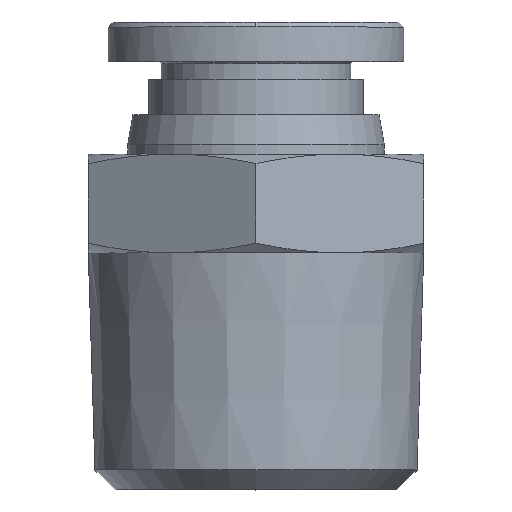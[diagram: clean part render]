
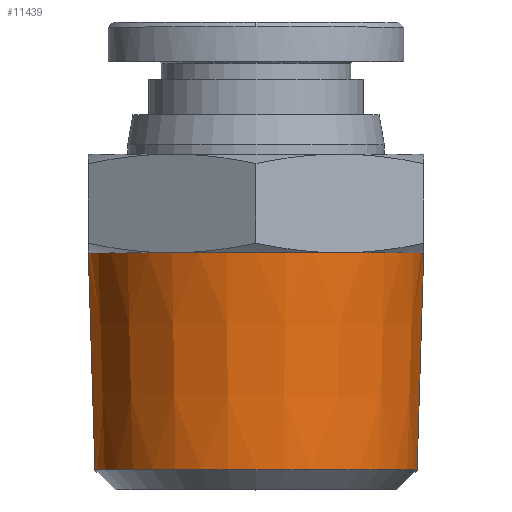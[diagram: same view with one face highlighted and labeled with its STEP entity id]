
A CAD part, top view. The second image highlights one B-rep face of the part: STEP entity #11439.
In plain terms, the highlighted conical face has half-angle 1.754 degrees and reference radius 8.5 mm.
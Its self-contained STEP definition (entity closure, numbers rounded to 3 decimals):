
#47 = EDGE_CURVE ( 'NONE', #1300, #10478, #17745, .T. ) ;
#765 = FACE_OUTER_BOUND ( 'NONE', #14335, .T. ) ;
#906 = AXIS2_PLACEMENT_3D ( 'NONE', #15007, #5034, #14946 ) ;
#1267 = CARTESIAN_POINT ( 'NONE',  ( 3.069, -0.725, 5.771 ) ) ;
#1300 = VERTEX_POINT ( 'NONE', #1267 ) ;
#1496 = CARTESIAN_POINT ( 'NONE',  ( 19.395, -0.725, 5.771 ) ) ;
#2079 = CARTESIAN_POINT ( 'NONE',  ( 6.982, 10.275, 13.132 ) ) ;
#2562 = DIRECTION ( 'NONE',  ( 0.031, 1., 0. ) ) ;
#2838 = ORIENTED_EDGE ( 'NONE', *, *, #9108, .T. ) ;
#3767 = CARTESIAN_POINT ( 'NONE',  ( 11.232, 10.275, 5.771 ) ) ;
#4004 = DIRECTION ( 'NONE',  ( 0., -1., 0. ) ) ;
#4114 = CARTESIAN_POINT ( 'NONE',  ( 15.482, 10.275, 13.132 ) ) ;
#4173 = DIRECTION ( 'NONE',  ( 1., 0., 0. ) ) ;
#4191 = CARTESIAN_POINT ( 'NONE',  ( 19.732, 10.275, 5.771 ) ) ;
#4916 = ORIENTED_EDGE ( 'NONE', *, *, #14647, .T. ) ;
#5034 = DIRECTION ( 'NONE',  ( 0., 1., 0. ) ) ;
#5339 = EDGE_CURVE ( 'NONE', #16553, #16425, #14337, .T. ) ;
#5791 = CARTESIAN_POINT ( 'NONE',  ( 11.232, 10.275, 5.771 ) ) ;
#6759 = LINE ( 'NONE', #9588, #10741 ) ;
#6971 = CIRCLE ( 'NONE', #9292, 8.5 ) ;
#7813 = VECTOR ( 'NONE', #8144, 1000. ) ;
#7845 = VERTEX_POINT ( 'NONE', #2079 ) ;
#8144 = DIRECTION ( 'NONE',  ( -0.031, 1., 0. ) ) ;
#8265 = DIRECTION ( 'NONE',  ( 0., 0., 1. ) ) ;
#9108 = EDGE_CURVE ( 'NONE', #16425, #7845, #6971, .T. ) ;
#9215 = EDGE_CURVE ( 'NONE', #7845, #10478, #12492, .T. ) ;
#9292 = AXIS2_PLACEMENT_3D ( 'NONE', #3767, #17849, #9627 ) ;
#9397 = AXIS2_PLACEMENT_3D ( 'NONE', #12541, #4004, #8265 ) ;
#9499 = AXIS2_PLACEMENT_3D ( 'NONE', #5791, #15698, #12995 ) ;
#9588 = CARTESIAN_POINT ( 'NONE',  ( 19.732, 10.275, 5.771 ) ) ;
#9627 = DIRECTION ( 'NONE',  ( 0., 0., 1. ) ) ;
#9981 = DIRECTION ( 'NONE',  ( 0., 1., 0. ) ) ;
#10032 = CARTESIAN_POINT ( 'NONE',  ( 11.232, 10.275, 5.771 ) ) ;
#10189 = AXIS2_PLACEMENT_3D ( 'NONE', #10032, #9981, #4173 ) ;
#10478 = VERTEX_POINT ( 'NONE', #17771 ) ;
#10594 = CIRCLE ( 'NONE', #906, 8.163 ) ;
#10741 = VECTOR ( 'NONE', #2562, 1000. ) ;
#10983 = CONICAL_SURFACE ( 'NONE', #10189, 8.5, 0.031 ) ;
#11439 = ADVANCED_FACE ( 'NONE', ( #765 ), #10983, .T. ) ;
#12302 = CARTESIAN_POINT ( 'NONE',  ( 2.732, 10.275, 5.771 ) ) ;
#12492 = CIRCLE ( 'NONE', #9397, 8.5 ) ;
#12541 = CARTESIAN_POINT ( 'NONE',  ( 11.232, 10.275, 5.771 ) ) ;
#12703 = EDGE_CURVE ( 'NONE', #14257, #16553, #6759, .T. ) ;
#12995 = DIRECTION ( 'NONE',  ( 0., 0., 1. ) ) ;
#13254 = ORIENTED_EDGE ( 'NONE', *, *, #5339, .T. ) ;
#14257 = VERTEX_POINT ( 'NONE', #1496 ) ;
#14335 = EDGE_LOOP ( 'NONE', ( #17882, #4916, #15479, #13254, #2838, #16951 ) ) ;
#14337 = CIRCLE ( 'NONE', #9499, 8.5 ) ;
#14647 = EDGE_CURVE ( 'NONE', #1300, #14257, #10594, .T. ) ;
#14946 = DIRECTION ( 'NONE',  ( 0., 0., 1. ) ) ;
#15007 = CARTESIAN_POINT ( 'NONE',  ( 11.232, -0.725, 5.771 ) ) ;
#15479 = ORIENTED_EDGE ( 'NONE', *, *, #12703, .T. ) ;
#15698 = DIRECTION ( 'NONE',  ( 0., -1., 0. ) ) ;
#16425 = VERTEX_POINT ( 'NONE', #4114 ) ;
#16553 = VERTEX_POINT ( 'NONE', #4191 ) ;
#16951 = ORIENTED_EDGE ( 'NONE', *, *, #9215, .T. ) ;
#17745 = LINE ( 'NONE', #12302, #7813 ) ;
#17771 = CARTESIAN_POINT ( 'NONE',  ( 2.732, 10.275, 5.771 ) ) ;
#17849 = DIRECTION ( 'NONE',  ( 0., -1., 0. ) ) ;
#17882 = ORIENTED_EDGE ( 'NONE', *, *, #47, .F. ) ;
